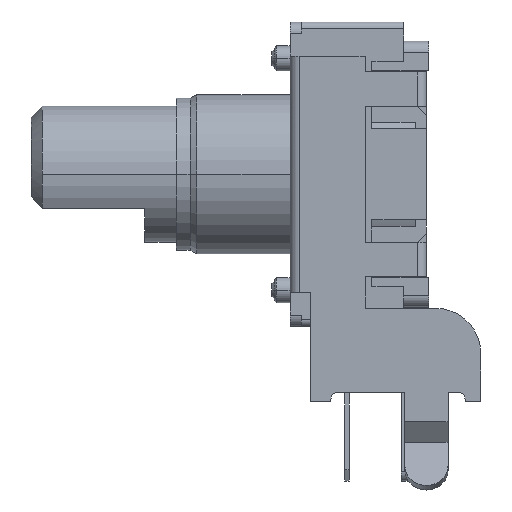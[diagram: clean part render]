
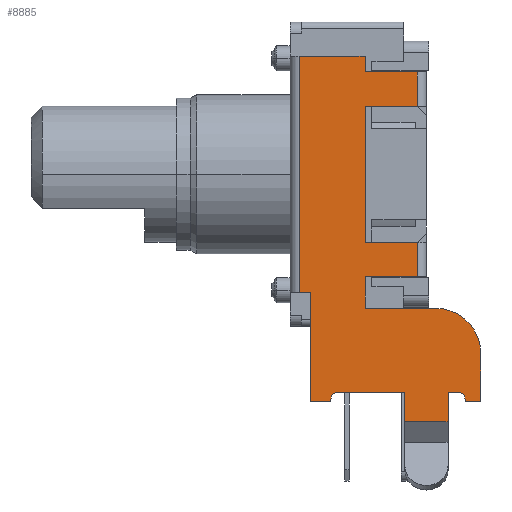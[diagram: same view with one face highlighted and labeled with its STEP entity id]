
A CAD part, left-side view. The second image highlights one B-rep face of the part: STEP entity #8885.
In plain terms, the highlighted planar face has unit normal (-1, 0, 0).
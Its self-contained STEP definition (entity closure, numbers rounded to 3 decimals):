
#1338=DIRECTION('',(0.,-1.,0.));
#1339=VECTOR('',#1338,0.5);
#1340=CARTESIAN_POINT('',(-6.25,4.6,-5.2));
#1341=LINE('',#1340,#1339);
#1729=DIRECTION('',(0.,0.,1.));
#1730=VECTOR('',#1729,6.);
#1731=CARTESIAN_POINT('',(-6.25,1.7,-3.));
#1732=LINE('',#1731,#1730);
#1745=DIRECTION('',(0.,0.,1.));
#1746=VECTOR('',#1745,0.7);
#1747=CARTESIAN_POINT('',(-6.25,1.7,4.5));
#1748=LINE('',#1747,#1746);
#1757=DIRECTION('',(0.,0.,1.));
#1758=VECTOR('',#1757,1.4);
#1759=CARTESIAN_POINT('',(-6.25,1.7,-5.9));
#1760=LINE('',#1759,#1758);
#1882=DIRECTION('',(0.,1.,0.));
#1883=VECTOR('',#1882,2.3);
#1884=CARTESIAN_POINT('',(-6.25,-0.6,-3.));
#1885=LINE('',#1884,#1883);
#1922=DIRECTION('',(0.,-1.,0.));
#1923=VECTOR('',#1922,2.3);
#1924=CARTESIAN_POINT('',(-6.25,1.7,-4.5));
#1925=LINE('',#1924,#1923);
#1931=DIRECTION('',(0.,0.,-1.));
#1932=VECTOR('',#1931,1.5);
#1933=CARTESIAN_POINT('',(-6.25,-0.6,-3.));
#1934=LINE('',#1933,#1932);
#1935=CARTESIAN_POINT('',(-6.25,-1.4,-7.9));
#1936=DIRECTION('',(1.,0.,0.));
#1937=DIRECTION('',(0.,0.,1.));
#1938=AXIS2_PLACEMENT_3D('',#1935,#1936,#1937);
#1940=DIRECTION('',(0.,0.,-1.));
#1941=VECTOR('',#1940,2.1);
#1942=CARTESIAN_POINT('',(-6.25,-3.4,-7.9));
#1943=LINE('',#1942,#1941);
#1944=DIRECTION('',(0.,1.,0.));
#1945=VECTOR('',#1944,0.7);
#1946=CARTESIAN_POINT('',(-6.25,-3.4,-10.));
#1947=LINE('',#1946,#1945);
#1948=DIRECTION('',(0.,0.,1.));
#1949=VECTOR('',#1948,0.1);
#1950=CARTESIAN_POINT('',(-6.25,-2.7,-10.));
#1951=LINE('',#1950,#1949);
#1952=CARTESIAN_POINT('',(-6.25,-2.4,-9.9));
#1953=DIRECTION('',(-1.,0.,0.));
#1954=DIRECTION('',(0.,-1.,0.));
#1955=AXIS2_PLACEMENT_3D('',#1952,#1953,#1954);
#1957=DIRECTION('',(0.,1.,0.));
#1958=VECTOR('',#1957,0.45);
#1959=CARTESIAN_POINT('',(-6.25,-2.4,-9.6));
#1960=LINE('',#1959,#1958);
#1961=DIRECTION('',(0.,0.,-1.));
#1962=VECTOR('',#1961,1.3);
#1963=CARTESIAN_POINT('',(-6.25,-1.95,-9.6));
#1964=LINE('',#1963,#1962);
#1965=DIRECTION('',(0.,1.,0.));
#1966=VECTOR('',#1965,1.9);
#1967=CARTESIAN_POINT('',(-6.25,-1.95,-10.9));
#1968=LINE('',#1967,#1966);
#1969=DIRECTION('',(0.,0.,1.));
#1970=VECTOR('',#1969,1.3);
#1971=CARTESIAN_POINT('',(-6.25,-0.05,-10.9));
#1972=LINE('',#1971,#1970);
#1973=CARTESIAN_POINT('',(-6.25,2.9,-9.9));
#1974=DIRECTION('',(-1.,0.,0.));
#1975=DIRECTION('',(0.,0.,1.));
#1976=AXIS2_PLACEMENT_3D('',#1973,#1974,#1975);
#1978=DIRECTION('',(0.,0.,-1.));
#1979=VECTOR('',#1978,0.1);
#1980=CARTESIAN_POINT('',(-6.25,3.2,-9.9));
#1981=LINE('',#1980,#1979);
#1982=DIRECTION('',(0.,1.,0.));
#1983=VECTOR('',#1982,0.9);
#1984=CARTESIAN_POINT('',(-6.25,3.2,-10.));
#1985=LINE('',#1984,#1983);
#1986=DIRECTION('',(0.,0.,1.));
#1987=VECTOR('',#1986,4.8);
#1988=CARTESIAN_POINT('',(-6.25,4.1,-10.));
#1989=LINE('',#1988,#1987);
#1990=DIRECTION('',(0.,-1.,0.));
#1991=VECTOR('',#1990,2.9);
#1992=CARTESIAN_POINT('',(-6.25,4.6,5.2));
#1993=LINE('',#1992,#1991);
#1994=DIRECTION('',(0.,0.,-1.));
#1995=VECTOR('',#1994,1.5);
#1996=CARTESIAN_POINT('',(-6.25,-0.6,4.5));
#1997=LINE('',#1996,#1995);
#2430=DIRECTION('',(0.,-1.,0.));
#2431=VECTOR('',#2430,2.3);
#2432=CARTESIAN_POINT('',(-6.25,1.7,3.));
#2433=LINE('',#2432,#2431);
#2456=DIRECTION('',(0.,1.,0.));
#2457=VECTOR('',#2456,2.3);
#2458=CARTESIAN_POINT('',(-6.25,-0.6,4.5));
#2459=LINE('',#2458,#2457);
#2509=DIRECTION('',(0.,0.,-1.));
#2510=VECTOR('',#2509,10.4);
#2511=CARTESIAN_POINT('',(-6.25,4.6,5.2));
#2512=LINE('',#2511,#2510);
#2865=DIRECTION('',(0.,1.,0.));
#2866=VECTOR('',#2865,3.1);
#2867=CARTESIAN_POINT('',(-6.25,-1.4,-5.9));
#2868=LINE('',#2867,#2866);
#2988=DIRECTION('',(0.,-1.,0.));
#2989=VECTOR('',#2988,2.95);
#2990=CARTESIAN_POINT('',(-6.25,2.9,-9.6));
#2991=LINE('',#2990,#2989);
#4834=CARTESIAN_POINT('',(-6.25,2.9,-9.6));
#4835=CARTESIAN_POINT('',(-6.25,3.2,-9.9));
#4836=VERTEX_POINT('',#4834);
#4837=VERTEX_POINT('',#4835);
#4838=CARTESIAN_POINT('',(-6.25,3.2,-10.));
#4839=VERTEX_POINT('',#4838);
#4840=CARTESIAN_POINT('',(-6.25,4.1,-10.));
#4841=VERTEX_POINT('',#4840);
#4842=CARTESIAN_POINT('',(-6.25,4.1,-5.2));
#4843=VERTEX_POINT('',#4842);
#4844=CARTESIAN_POINT('',(-6.25,4.6,-5.2));
#4845=VERTEX_POINT('',#4844);
#4846=CARTESIAN_POINT('',(-6.25,4.6,5.2));
#4847=VERTEX_POINT('',#4846);
#4848=CARTESIAN_POINT('',(-6.25,1.7,5.2));
#4849=VERTEX_POINT('',#4848);
#4958=CARTESIAN_POINT('',(-6.25,-1.95,-10.9));
#4959=VERTEX_POINT('',#4958);
#4960=CARTESIAN_POINT('',(-6.25,-1.95,-9.6));
#4961=VERTEX_POINT('',#4960);
#4990=CARTESIAN_POINT('',(-6.25,-0.05,-9.6));
#4991=VERTEX_POINT('',#4990);
#4992=CARTESIAN_POINT('',(-6.25,-0.05,-10.9));
#4993=VERTEX_POINT('',#4992);
#5008=CARTESIAN_POINT('',(-6.25,-2.4,-9.6));
#5009=VERTEX_POINT('',#5008);
#5010=CARTESIAN_POINT('',(-6.25,-1.4,-5.9));
#5011=CARTESIAN_POINT('',(-6.25,-3.4,-7.9));
#5012=VERTEX_POINT('',#5010);
#5013=VERTEX_POINT('',#5011);
#5014=CARTESIAN_POINT('',(-6.25,-3.4,-10.));
#5015=VERTEX_POINT('',#5014);
#5016=CARTESIAN_POINT('',(-6.25,-2.7,-10.));
#5017=VERTEX_POINT('',#5016);
#5018=CARTESIAN_POINT('',(-6.25,-2.7,-9.9));
#5019=VERTEX_POINT('',#5018);
#5030=CARTESIAN_POINT('',(-6.25,1.7,-5.9));
#5031=CARTESIAN_POINT('',(-6.25,1.7,-4.5));
#5032=VERTEX_POINT('',#5030);
#5033=VERTEX_POINT('',#5031);
#5034=CARTESIAN_POINT('',(-6.25,1.7,-3.));
#5035=CARTESIAN_POINT('',(-6.25,1.7,3.));
#5036=VERTEX_POINT('',#5034);
#5037=VERTEX_POINT('',#5035);
#5038=CARTESIAN_POINT('',(-6.25,1.7,4.5));
#5039=VERTEX_POINT('',#5038);
#5073=CARTESIAN_POINT('',(-6.25,-0.6,-4.5));
#5075=VERTEX_POINT('',#5073);
#5076=CARTESIAN_POINT('',(-6.25,-0.6,-3.));
#5077=VERTEX_POINT('',#5076);
#5081=CARTESIAN_POINT('',(-6.25,-0.6,3.));
#5083=VERTEX_POINT('',#5081);
#5084=CARTESIAN_POINT('',(-6.25,-0.6,4.5));
#5085=VERTEX_POINT('',#5084);
#8830=CARTESIAN_POINT('',(-6.25,0.,-5.2));
#8831=DIRECTION('',(-1.,0.,0.));
#8832=DIRECTION('',(0.,0.,1.));
#8833=AXIS2_PLACEMENT_3D('',#8830,#8831,#8832);
#8834=PLANE('',#8833);
#8836=ORIENTED_EDGE('',*,*,#8835,.T.);
#8837=ORIENTED_EDGE('',*,*,#8820,.F.);
#8838=ORIENTED_EDGE('',*,*,#8622,.F.);
#8840=ORIENTED_EDGE('',*,*,#8839,.F.);
#8842=ORIENTED_EDGE('',*,*,#8841,.T.);
#8844=ORIENTED_EDGE('',*,*,#8843,.T.);
#8846=ORIENTED_EDGE('',*,*,#8845,.T.);
#8848=ORIENTED_EDGE('',*,*,#8847,.T.);
#8850=ORIENTED_EDGE('',*,*,#8849,.T.);
#8852=ORIENTED_EDGE('',*,*,#8851,.T.);
#8854=ORIENTED_EDGE('',*,*,#8853,.T.);
#8856=ORIENTED_EDGE('',*,*,#8855,.T.);
#8858=ORIENTED_EDGE('',*,*,#8857,.T.);
#8860=ORIENTED_EDGE('',*,*,#8859,.F.);
#8862=ORIENTED_EDGE('',*,*,#8861,.T.);
#8864=ORIENTED_EDGE('',*,*,#8863,.T.);
#8866=ORIENTED_EDGE('',*,*,#8865,.T.);
#8868=ORIENTED_EDGE('',*,*,#8867,.T.);
#8869=ORIENTED_EDGE('',*,*,#8177,.F.);
#8871=ORIENTED_EDGE('',*,*,#8870,.F.);
#8873=ORIENTED_EDGE('',*,*,#8872,.T.);
#8874=ORIENTED_EDGE('',*,*,#8607,.F.);
#8876=ORIENTED_EDGE('',*,*,#8875,.F.);
#8878=ORIENTED_EDGE('',*,*,#8877,.T.);
#8880=ORIENTED_EDGE('',*,*,#8879,.F.);
#8881=ORIENTED_EDGE('',*,*,#8591,.F.);
#8882=ORIENTED_EDGE('',*,*,#8770,.F.);
#8883=EDGE_LOOP('',(#8836,#8837,#8838,#8840,#8842,#8844,#8846,#8848,#8850,#8852,
#8854,#8856,#8858,#8860,#8862,#8864,#8866,#8868,#8869,#8871,#8873,#8874,#8876,
#8878,#8880,#8881,#8882));
#8884=FACE_OUTER_BOUND('',#8883,.F.);
#8885=ADVANCED_FACE('',(#8884),#8834,.T.);
#1939=CIRCLE('',#1938,2.);
#1956=CIRCLE('',#1955,0.3);
#1977=CIRCLE('',#1976,0.3);
#8177=EDGE_CURVE('',#4845,#4843,#1341,.T.);
#8591=EDGE_CURVE('',#5036,#5037,#1732,.T.);
#8607=EDGE_CURVE('',#5039,#4849,#1748,.T.);
#8622=EDGE_CURVE('',#5032,#5033,#1760,.T.);
#8770=EDGE_CURVE('',#5077,#5036,#1885,.T.);
#8820=EDGE_CURVE('',#5033,#5075,#1925,.T.);
#8835=EDGE_CURVE('',#5077,#5075,#1934,.T.);
#8839=EDGE_CURVE('',#5012,#5032,#2868,.T.);
#8841=EDGE_CURVE('',#5012,#5013,#1939,.T.);
#8843=EDGE_CURVE('',#5013,#5015,#1943,.T.);
#8845=EDGE_CURVE('',#5015,#5017,#1947,.T.);
#8847=EDGE_CURVE('',#5017,#5019,#1951,.T.);
#8849=EDGE_CURVE('',#5019,#5009,#1956,.T.);
#8851=EDGE_CURVE('',#5009,#4961,#1960,.T.);
#8853=EDGE_CURVE('',#4961,#4959,#1964,.T.);
#8855=EDGE_CURVE('',#4959,#4993,#1968,.T.);
#8857=EDGE_CURVE('',#4993,#4991,#1972,.T.);
#8859=EDGE_CURVE('',#4836,#4991,#2991,.T.);
#8861=EDGE_CURVE('',#4836,#4837,#1977,.T.);
#8863=EDGE_CURVE('',#4837,#4839,#1981,.T.);
#8865=EDGE_CURVE('',#4839,#4841,#1985,.T.);
#8867=EDGE_CURVE('',#4841,#4843,#1989,.T.);
#8870=EDGE_CURVE('',#4847,#4845,#2512,.T.);
#8872=EDGE_CURVE('',#4847,#4849,#1993,.T.);
#8875=EDGE_CURVE('',#5085,#5039,#2459,.T.);
#8877=EDGE_CURVE('',#5085,#5083,#1997,.T.);
#8879=EDGE_CURVE('',#5037,#5083,#2433,.T.);
